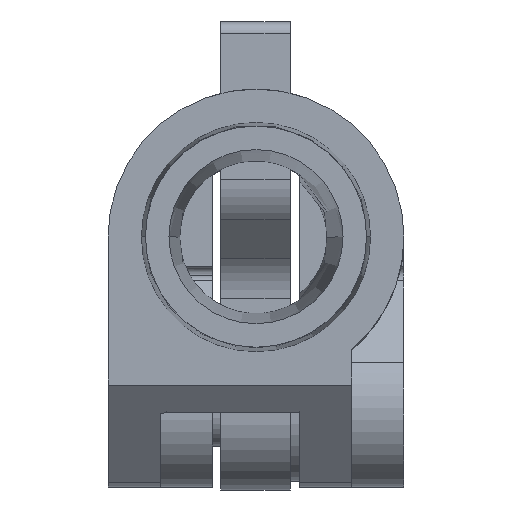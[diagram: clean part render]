
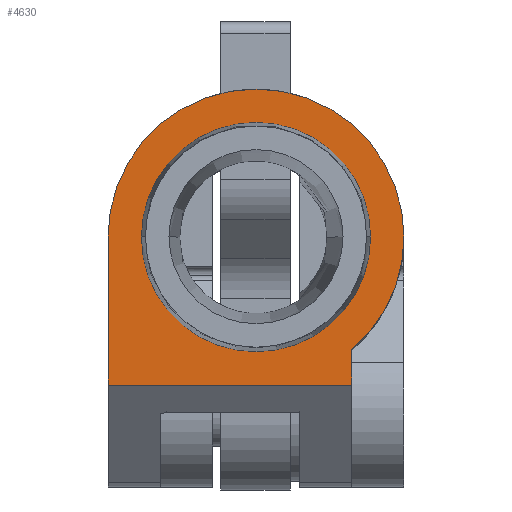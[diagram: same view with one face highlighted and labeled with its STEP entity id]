
A CAD part, top view. The second image highlights one B-rep face of the part: STEP entity #4630.
In plain terms, the highlighted face is planar.
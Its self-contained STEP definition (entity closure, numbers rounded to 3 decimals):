
#80 = ORIENTED_EDGE ( 'NONE', *, *, #5300, .F. ) ;
#430 = DIRECTION ( 'NONE',  ( 0., 0., -1. ) ) ;
#452 = CARTESIAN_POINT ( 'NONE',  ( 0., 0., -5. ) ) ;
#1149 = VERTEX_POINT ( 'NONE', #2189 ) ;
#1191 = EDGE_CURVE ( 'NONE', #10926, #1149, #9106, .T. ) ;
#1340 = DIRECTION ( 'NONE',  ( 0., 0., -1. ) ) ;
#1421 = CARTESIAN_POINT ( 'NONE',  ( -16.5, 0., -5. ) ) ;
#1452 = EDGE_LOOP ( 'NONE', ( #80, #3669, #3035, #7497, #5009 ) ) ;
#1661 = CARTESIAN_POINT ( 'NONE',  ( -16.5, -25.5, -5. ) ) ;
#1721 = CARTESIAN_POINT ( 'NONE',  ( -16.5, 0., -5. ) ) ;
#2126 = CARTESIAN_POINT ( 'NONE',  ( 19.75, 0., -5. ) ) ;
#2189 = CARTESIAN_POINT ( 'NONE',  ( -16.5, -19.442, -5. ) ) ;
#2380 = DIRECTION ( 'NONE',  ( 0., 0., -1. ) ) ;
#2501 = CARTESIAN_POINT ( 'NONE',  ( 0., 0., -5. ) ) ;
#2674 = CARTESIAN_POINT ( 'NONE',  ( 25.5, 0., -5. ) ) ;
#3035 = ORIENTED_EDGE ( 'NONE', *, *, #1191, .T. ) ;
#3288 = DIRECTION ( 'NONE',  ( 0., 0., -1. ) ) ;
#3504 = CIRCLE ( 'NONE', #7144, 19.75 ) ;
#3669 = ORIENTED_EDGE ( 'NONE', *, *, #5635, .F. ) ;
#4082 = EDGE_LOOP ( 'NONE', ( #6058, #9516 ) ) ;
#4091 = DIRECTION ( 'NONE',  ( -1., 0., 0. ) ) ;
#4111 = AXIS2_PLACEMENT_3D ( 'NONE', #11205, #430, #5774 ) ;
#4260 = LINE ( 'NONE', #2674, #7260 ) ;
#4424 = EDGE_CURVE ( 'NONE', #11590, #6578, #3504, .T. ) ;
#4479 = EDGE_CURVE ( 'NONE', #1149, #10319, #11075, .T. ) ;
#4494 = DIRECTION ( 'NONE',  ( 0., 1., 0. ) ) ;
#4630 = ADVANCED_FACE ( 'NONE', ( #7303, #10016 ), #4999, .T. ) ;
#4642 = CARTESIAN_POINT ( 'NONE',  ( -16.5, -25.5, -5. ) ) ;
#4999 = PLANE ( 'NONE',  #11240 ) ;
#5009 = ORIENTED_EDGE ( 'NONE', *, *, #5780, .T. ) ;
#5083 = CIRCLE ( 'NONE', #7630, 25.5 ) ;
#5300 = EDGE_CURVE ( 'NONE', #10694, #6043, #4260, .T. ) ;
#5635 = EDGE_CURVE ( 'NONE', #10926, #10694, #8400, .T. ) ;
#5774 = DIRECTION ( 'NONE',  ( -1., 0., 0. ) ) ;
#5780 = EDGE_CURVE ( 'NONE', #10319, #6043, #5083, .T. ) ;
#5839 = CARTESIAN_POINT ( 'NONE',  ( -19.75, 0., -5. ) ) ;
#6043 = VERTEX_POINT ( 'NONE', #6098 ) ;
#6058 = ORIENTED_EDGE ( 'NONE', *, *, #6839, .F. ) ;
#6098 = CARTESIAN_POINT ( 'NONE',  ( 25.5, 0., -5. ) ) ;
#6403 = VECTOR ( 'NONE', #9579, 1000. ) ;
#6578 = VERTEX_POINT ( 'NONE', #2126 ) ;
#6759 = AXIS2_PLACEMENT_3D ( 'NONE', #2501, #3288, #7766 ) ;
#6839 = EDGE_CURVE ( 'NONE', #6578, #11590, #10976, .T. ) ;
#7144 = AXIS2_PLACEMENT_3D ( 'NONE', #7801, #2380, #7839 ) ;
#7260 = VECTOR ( 'NONE', #4494, 1000. ) ;
#7303 = FACE_OUTER_BOUND ( 'NONE', #1452, .T. ) ;
#7497 = ORIENTED_EDGE ( 'NONE', *, *, #4479, .T. ) ;
#7630 = AXIS2_PLACEMENT_3D ( 'NONE', #452, #1340, #4091 ) ;
#7766 = DIRECTION ( 'NONE',  ( -1., 0., 0. ) ) ;
#7801 = CARTESIAN_POINT ( 'NONE',  ( 0., 0., -5. ) ) ;
#7839 = DIRECTION ( 'NONE',  ( -1., 0., 0. ) ) ;
#8400 = LINE ( 'NONE', #4642, #9243 ) ;
#9106 = LINE ( 'NONE', #1421, #6403 ) ;
#9243 = VECTOR ( 'NONE', #11050, 1000. ) ;
#9516 = ORIENTED_EDGE ( 'NONE', *, *, #4424, .F. ) ;
#9579 = DIRECTION ( 'NONE',  ( 0., 1., 0. ) ) ;
#10016 = FACE_BOUND ( 'NONE', #4082, .T. ) ;
#10319 = VERTEX_POINT ( 'NONE', #11413 ) ;
#10694 = VERTEX_POINT ( 'NONE', #11639 ) ;
#10731 = DIRECTION ( 'NONE',  ( -1., 0., 0. ) ) ;
#10926 = VERTEX_POINT ( 'NONE', #1661 ) ;
#10976 = CIRCLE ( 'NONE', #4111, 19.75 ) ;
#11050 = DIRECTION ( 'NONE',  ( 1., 0., 0. ) ) ;
#11075 = CIRCLE ( 'NONE', #6759, 25.5 ) ;
#11205 = CARTESIAN_POINT ( 'NONE',  ( 0., 0., -5. ) ) ;
#11240 = AXIS2_PLACEMENT_3D ( 'NONE', #1721, #11641, #10731 ) ;
#11413 = CARTESIAN_POINT ( 'NONE',  ( -25.5, 0., -5. ) ) ;
#11590 = VERTEX_POINT ( 'NONE', #5839 ) ;
#11639 = CARTESIAN_POINT ( 'NONE',  ( 25.5, -25.5, -5. ) ) ;
#11641 = DIRECTION ( 'NONE',  ( 0., 0., -1. ) ) ;
